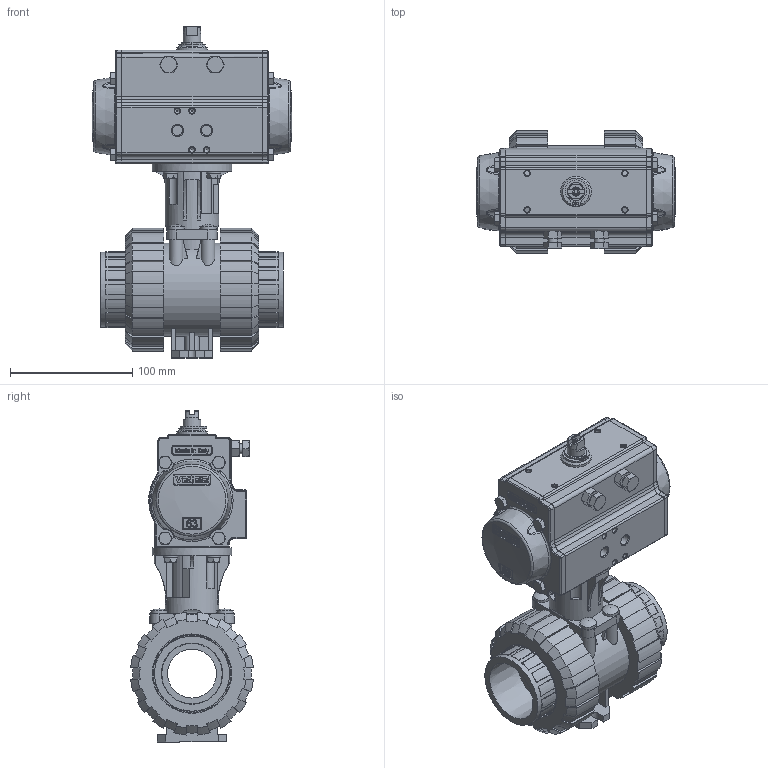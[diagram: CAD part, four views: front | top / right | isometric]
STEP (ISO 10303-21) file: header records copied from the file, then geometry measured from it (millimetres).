
FILE_DESCRIPTION((''),'2;1');
FILE_NAME('PV10053A - 050 - SR063.stp','2021-08-16T09:02:29',('RL'),(''),'Autodesk Inventor 2012','Autodesk Inventor 2012','');
FILE_SCHEMA(('AUTOMOTIVE_DESIGN { 1 0 10303 214 1 1 1 1 }'));
Length unit declared in the file: millimetre
Products named in the file (1): PV10053A_050_82DASR063
Bounding box: 163.35 x 100.56 x 272 mm (x, y, z)
Volume: 1550530.5 mm3; surface area: 210772.4 mm2
Topology: 1 solids, 6 shells, 1948 faces, 5265 edges, 3398 vertices
Faces by surface type: plane 907, bspline 408, cylinder 313, cone 241, torus 73, sphere 6
Full cylindrical faces by diameter (mm): 2 x2, 4.2 x8, 5 x1, 6 x4, 6.5 x4, 6.8 x4, 8 x2, 8.5 x2, 8.88 x4, 10 x8, 11.4 x8, 13.5 x4, 13.9 x1, 14.7 x1, 15.875 x1, 22 x1, 23 x1, 25 x1, 27.9 x1, 28 x1, 35.3 x2, 40 x2, 44 x1, 50 x1, 61.5 x2, 64 x2, 65 x3, 75.7 x2, 76.2 x1, 77.2 x2
Entity records: 87289 total; most frequent: CARTESIAN_POINT 39887, ORIENTED_EDGE 10148, DIRECTION 8575, EDGE_CURVE 5074, VERTEX_POINT 3345, AXIS2_PLACEMENT_3D 3170, VECTOR 2235, LINE 2235
